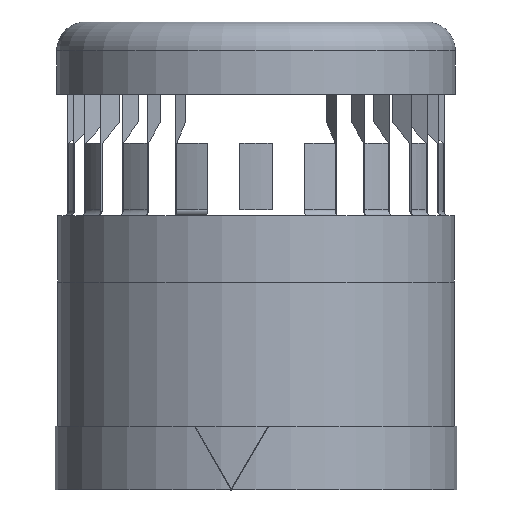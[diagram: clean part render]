
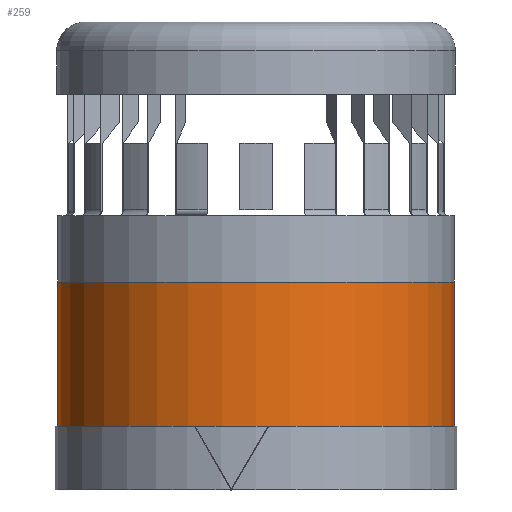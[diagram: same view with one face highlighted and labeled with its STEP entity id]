
A CAD part, front view. The second image highlights one B-rep face of the part: STEP entity #259.
In plain terms, the highlighted cylindrical face has radius 34.3 mm (diameter 68.6 mm), a partial arc.
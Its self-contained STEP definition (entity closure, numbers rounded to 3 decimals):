
#218=CARTESIAN_POINT('',(215.242,-114.362,-3.551));
#219=DIRECTION('',(0.0,0.0,1.0));
#220=DIRECTION('',(1.0,0.0,0.0));
#221=AXIS2_PLACEMENT_3D('',#218,#219,#220);
#222=CYLINDRICAL_SURFACE('',#221,34.3);
#223=CARTESIAN_POINT('',(249.542,-114.362,8.949));
#224=VERTEX_POINT('',#223);
#225=CARTESIAN_POINT('',(249.542,-114.362,-16.051));
#226=VERTEX_POINT('',#225);
#227=CARTESIAN_POINT('',(249.542,-114.362,8.949));
#228=DIRECTION('',(0.0,0.0,-1.0));
#229=VECTOR('',#228,25.0);
#230=LINE('',#227,#229);
#231=EDGE_CURVE('',#224,#226,#230,.T.);
#232=ORIENTED_EDGE('',*,*,#231,.F.);
#233=CARTESIAN_POINT('',(180.942,-114.362,8.949));
#234=VERTEX_POINT('',#233);
#235=CARTESIAN_POINT('',(215.242,-114.362,8.949));
#236=DIRECTION('',(0.0,0.0,1.0));
#237=DIRECTION('',(1.0,0.0,0.0));
#238=AXIS2_PLACEMENT_3D('',#235,#236,#237);
#239=CIRCLE('',#238,34.3);
#240=EDGE_CURVE('',#234,#224,#239,.T.);
#241=ORIENTED_EDGE('',*,*,#240,.F.);
#242=CARTESIAN_POINT('',(180.942,-114.362,-16.051));
#243=VERTEX_POINT('',#242);
#244=CARTESIAN_POINT('',(180.942,-114.362,8.949));
#245=DIRECTION('',(0.0,0.0,-1.0));
#246=VECTOR('',#245,25.0);
#247=LINE('',#244,#246);
#248=EDGE_CURVE('',#234,#243,#247,.T.);
#249=ORIENTED_EDGE('',*,*,#248,.T.);
#250=CARTESIAN_POINT('',(215.242,-114.362,-16.051));
#251=DIRECTION('',(0.0,0.0,-1.0));
#252=DIRECTION('',(1.0,0.0,0.0));
#253=AXIS2_PLACEMENT_3D('',#250,#251,#252);
#254=CIRCLE('',#253,34.3);
#255=EDGE_CURVE('',#226,#243,#254,.T.);
#256=ORIENTED_EDGE('',*,*,#255,.F.);
#257=EDGE_LOOP('',(#232,#241,#249,#256));
#258=FACE_OUTER_BOUND('',#257,.T.);
#259=ADVANCED_FACE('',(#258),#222,.T.);
